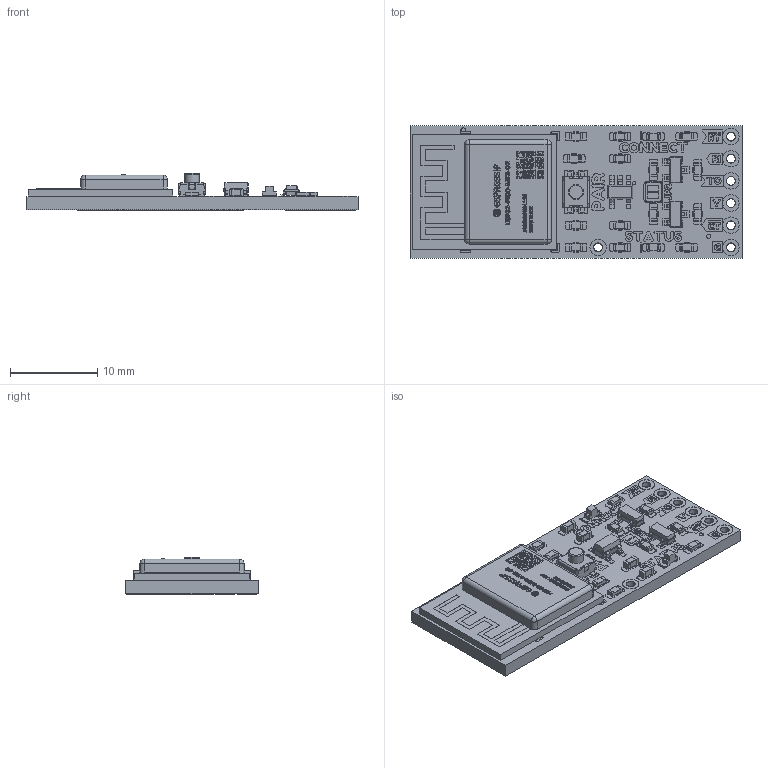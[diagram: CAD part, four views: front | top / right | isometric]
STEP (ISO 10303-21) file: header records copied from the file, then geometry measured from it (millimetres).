
FILE_DESCRIPTION(('KiCad electronic assembly'),'2;1');
FILE_NAME('SparkFun_BlueSMiRF-v2_3D_model.step','2024-11-14T21:46:23',( 'Pcbnew'),('Kicad'),'Open CASCADE STEP processor 7.8', 'KiCad to STEP converter','Unknown');
FILE_SCHEMA(('AUTOMOTIVE_DESIGN { 1 0 10303 214 1 1 1 1 }'));
Length unit declared in the file: millimetre
Products named in the file (42): SparkFun_BlueSMiRF-v2_3D_model 1; LED_0603_1608Metric_Green; SOT-23; R_0603_1608Metric; SOT-23-5; C_0603_1608Metric; ESP32-PICO-MINI-02; ESP32PICOMINI02_PCB_001; 零部件4; 零部件5; 零部件7; 零部件9; 零部件11; Push_SMD_4.6x2.8mm_h2.5mm; tactile_switch_3.5x2.9_4F; LED_0603_1608Metric_Red; SparkFun_BlueSMiRF-v2_copper; SparkFun_BlueSMiRF-v2_pad; SparkFun_BlueSMiRF-v2_silkscreen; SparkFun_BlueSMiRF-v2_PCB
Assembly tree (54 placements, depth 3):
  SparkFun_BlueSMiRF-v2_3D_model 1
    LED_0603_1608Metric_Green
    SOT-23  x2
    R_0603_1608Metric  x10
    SOT-23-5
    C_0603_1608Metric  x4
    ESP32-PICO-MINI-02
      ESP32PICOMINI02_PCB_001
      零部件4
      零部件5
      零部件7
      零部件9
      零部件11
    Push_SMD_4.6x2.8mm_h2.5mm
      tactile_switch_3.5x2.9_4F
      tactile_switch_3.5x2.9_4F
      tactile_switch_3.5x2.9_4F
      tactile_switch_3.5x2.9_4F
      tactile_switch_3.5x2.9_4F
      tactile_switch_3.5x2.9_4F
      tactile_switch_3.5x2.9_4F
      tactile_switch_3.5x2.9_4F
      tactile_switch_3.5x2.9_4F
      tactile_switch_3.5x2.9_4F
      tactile_switch_3.5x2.9_4F
      tactile_switch_3.5x2.9_4F
      tactile_switch_3.5x2.9_4F
      tactile_switch_3.5x2.9_4F
      tactile_switch_3.5x2.9_4F
      tactile_switch_3.5x2.9_4F
      tactile_switch_3.5x2.9_4F
      tactile_switch_3.5x2.9_4F
      tactile_switch_3.5x2.9_4F
      tactile_switch_3.5x2.9_4F
      tactile_switch_3.5x2.9_4F
      tactile_switch_3.5x2.9_4F
      tactile_switch_3.5x2.9_4F
    LED_0603_1608Metric_Red
    SparkFun_BlueSMiRF-v2_copper
    SparkFun_BlueSMiRF-v2_pad
    SparkFun_BlueSMiRF-v2_silkscreen
    SparkFun_BlueSMiRF-v2_PCB
Bounding box: 38.1 x 15.24 x 4.27 mm (x, y, z)
Volume: 1141.9 mm3; surface area: 2902 mm2
Topology: 252 solids, 364 shells, 4039 faces, 12598 edges, 9273 vertices
Faces by surface type: plane 2579, bspline 989, cylinder 462, sphere 8, torus 1
Full cylindrical faces by diameter (mm): 0.5 x4, 0.75 x6, 0.8 x1, 0.966 x21, 1.016 x14, 1.7 x1, 1.75 x1, 1.88 x14, 2.2 x1
Entity records: 139497 total; most frequent: CARTESIAN_POINT 36319, ORIENTED_EDGE 20342, DIRECTION 16131, EDGE_CURVE 11574, LINE 8763, VECTOR 8763, VERTEX_POINT 8595, FACE_BOUND 3970
